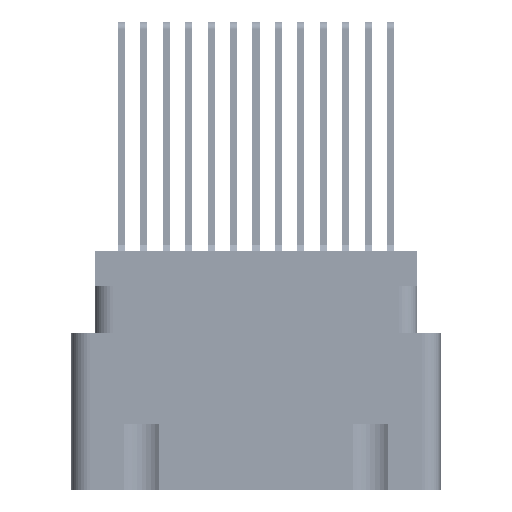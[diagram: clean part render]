
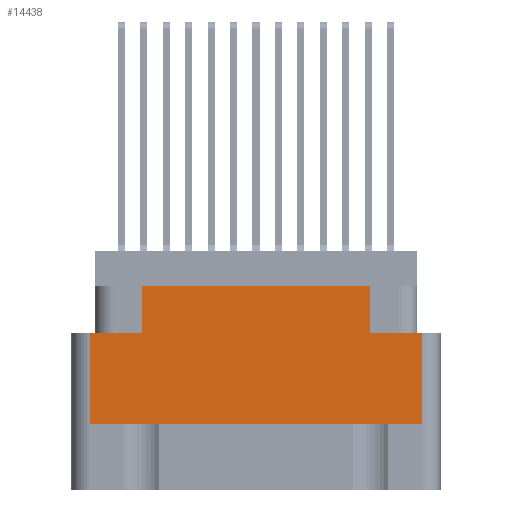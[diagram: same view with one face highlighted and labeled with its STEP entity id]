
A CAD part, left-side view. The second image highlights one B-rep face of the part: STEP entity #14438.
In plain terms, the highlighted planar face has unit normal (-1, 0, 0).
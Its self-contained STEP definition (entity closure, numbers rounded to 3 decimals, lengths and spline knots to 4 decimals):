
#819 = CARTESIAN_POINT ( 'NONE',  ( -1.359, -0.3825, -0.274 ) ) ;
#1850 = CARTESIAN_POINT ( 'NONE',  ( -1.359, 0.3825, -0.274 ) ) ;
#2592 = EDGE_LOOP ( 'NONE', ( #61480, #28809, #64635, #18465, #60794, #31261, #44306, #39963 ) ) ;
#3172 = EDGE_CURVE ( 'NONE', #64058, #23656, #4332, .T. ) ;
#4332 = LINE ( 'NONE', #8937, #46559 ) ;
#5813 = AXIS2_PLACEMENT_3D ( 'NONE', #12571, #61885, #13285 ) ;
#6392 = DIRECTION ( 'NONE',  ( 0., 0., 1. ) ) ;
#6453 = VECTOR ( 'NONE', #30080, 39.3701 ) ;
#7685 = PLANE ( 'NONE',  #5813 ) ;
#8937 = CARTESIAN_POINT ( 'NONE',  ( -1.359, 0.3825, -0.274 ) ) ;
#11093 = VERTEX_POINT ( 'NONE', #40474 ) ;
#11241 = VECTOR ( 'NONE', #54828, 39.3701 ) ;
#12571 = CARTESIAN_POINT ( 'NONE',  ( -1.359, -0.617, -0.798 ) ) ;
#13285 = DIRECTION ( 'NONE',  ( 0., 0., 1. ) ) ;
#14438 = ADVANCED_FACE ( 'NONE', ( #47380 ), #7685, .T. ) ;
#14820 = VERTEX_POINT ( 'NONE', #33934 ) ;
#15235 = CARTESIAN_POINT ( 'NONE',  ( -1.359, 0.617, -0.117 ) ) ;
#18465 = ORIENTED_EDGE ( 'NONE', *, *, #21004, .T. ) ;
#20758 = DIRECTION ( 'NONE',  ( 0., -1., 0. ) ) ;
#21004 = EDGE_CURVE ( 'NONE', #43694, #14820, #54551, .T. ) ;
#23656 = VERTEX_POINT ( 'NONE', #43059 ) ;
#28426 = LINE ( 'NONE', #819, #60256 ) ;
#28809 = ORIENTED_EDGE ( 'NONE', *, *, #53811, .T. ) ;
#29353 = VERTEX_POINT ( 'NONE', #32325 ) ;
#29603 = LINE ( 'NONE', #32134, #63117 ) ;
#30080 = DIRECTION ( 'NONE',  ( 0., -1., 0. ) ) ;
#30193 = LINE ( 'NONE', #54603, #11241 ) ;
#31260 = VECTOR ( 'NONE', #41283, 39.3701 ) ;
#31261 = ORIENTED_EDGE ( 'NONE', *, *, #39394, .T. ) ;
#32134 = CARTESIAN_POINT ( 'NONE',  ( -1.359, 0., -0.578 ) ) ;
#32180 = EDGE_CURVE ( 'NONE', #11093, #43694, #29603, .T. ) ;
#32325 = CARTESIAN_POINT ( 'NONE',  ( -1.359, -0.3825, -0.274 ) ) ;
#33934 = CARTESIAN_POINT ( 'NONE',  ( -1.359, -0.555, -0.274 ) ) ;
#35221 = CARTESIAN_POINT ( 'NONE',  ( -1.359, 0.555, -0.274 ) ) ;
#35855 = LINE ( 'NONE', #39693, #6453 ) ;
#37186 = EDGE_CURVE ( 'NONE', #23656, #38062, #47727, .T. ) ;
#38062 = VERTEX_POINT ( 'NONE', #40439 ) ;
#39394 = EDGE_CURVE ( 'NONE', #29353, #38062, #28426, .T. ) ;
#39693 = CARTESIAN_POINT ( 'NONE',  ( -1.359, 0., -0.274 ) ) ;
#39963 = ORIENTED_EDGE ( 'NONE', *, *, #3172, .F. ) ;
#40439 = CARTESIAN_POINT ( 'NONE',  ( -1.359, -0.3825, -0.117 ) ) ;
#40474 = CARTESIAN_POINT ( 'NONE',  ( -1.359, 0.555, -0.578 ) ) ;
#41283 = DIRECTION ( 'NONE',  ( 0., 0., 1. ) ) ;
#42317 = LINE ( 'NONE', #67597, #53563 ) ;
#42518 = EDGE_CURVE ( 'NONE', #29353, #14820, #35855, .T. ) ;
#43059 = CARTESIAN_POINT ( 'NONE',  ( -1.359, 0.3825, -0.117 ) ) ;
#43694 = VERTEX_POINT ( 'NONE', #52706 ) ;
#44306 = ORIENTED_EDGE ( 'NONE', *, *, #37186, .F. ) ;
#46559 = VECTOR ( 'NONE', #52599, 39.3701 ) ;
#47380 = FACE_OUTER_BOUND ( 'NONE', #2592, .T. ) ;
#47727 = LINE ( 'NONE', #15235, #66590 ) ;
#52599 = DIRECTION ( 'NONE',  ( 0., 0., 1. ) ) ;
#52706 = CARTESIAN_POINT ( 'NONE',  ( -1.359, -0.555, -0.578 ) ) ;
#53563 = VECTOR ( 'NONE', #61296, 39.3701 ) ;
#53811 = EDGE_CURVE ( 'NONE', #68737, #11093, #42317, .T. ) ;
#54551 = LINE ( 'NONE', #58578, #31260 ) ;
#54603 = CARTESIAN_POINT ( 'NONE',  ( -1.359, 0., -0.274 ) ) ;
#54731 = EDGE_CURVE ( 'NONE', #68737, #64058, #30193, .T. ) ;
#54828 = DIRECTION ( 'NONE',  ( 0., -1., 0. ) ) ;
#58578 = CARTESIAN_POINT ( 'NONE',  ( -1.359, -0.555, -0.798 ) ) ;
#59310 = DIRECTION ( 'NONE',  ( 0., -1., 0. ) ) ;
#60256 = VECTOR ( 'NONE', #6392, 39.3701 ) ;
#60794 = ORIENTED_EDGE ( 'NONE', *, *, #42518, .F. ) ;
#61296 = DIRECTION ( 'NONE',  ( 0., 0., -1. ) ) ;
#61480 = ORIENTED_EDGE ( 'NONE', *, *, #54731, .F. ) ;
#61885 = DIRECTION ( 'NONE',  ( -1., 0., 0. ) ) ;
#63117 = VECTOR ( 'NONE', #59310, 39.3701 ) ;
#64058 = VERTEX_POINT ( 'NONE', #1850 ) ;
#64635 = ORIENTED_EDGE ( 'NONE', *, *, #32180, .T. ) ;
#66590 = VECTOR ( 'NONE', #20758, 39.3701 ) ;
#67597 = CARTESIAN_POINT ( 'NONE',  ( -1.359, 0.555, -0.798 ) ) ;
#68737 = VERTEX_POINT ( 'NONE', #35221 ) ;
